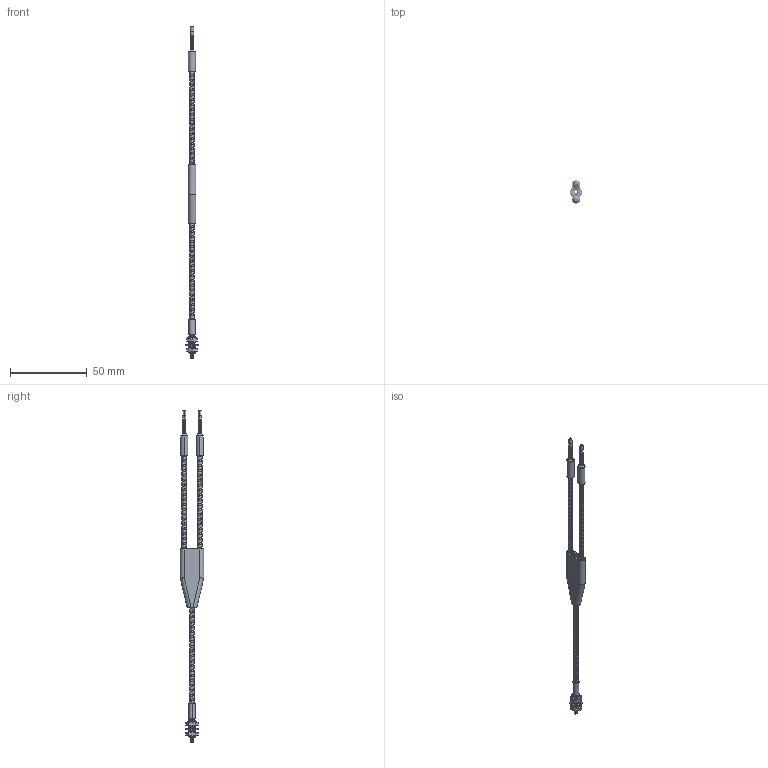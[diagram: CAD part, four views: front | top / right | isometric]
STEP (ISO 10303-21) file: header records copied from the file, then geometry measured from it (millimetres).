
FILE_DESCRIPTION((''),'2;1');
FILE_NAME('161866_ASM','2015-06-04T',('pdmadmin'),(''),'PRO/ENGINEER BY PARAMETRIC TECHNOLOGY CORPORATION, 2013230','PRO/ENGINEER BY PARAMETRIC TECHNOLOGY CORPORATION, 2013230','');
FILE_SCHEMA(('CONFIG_CONTROL_DESIGN'));
Length unit declared in the file: inch
Products named in the file (7): SHRINK_TUBE_3X-12_X_1-5; SS_TUBING_STW_-120; 110532; FTI_B151821; 40844; 40845; 161866_ASM
Assembly tree (10 placements, depth 2):
  161866_ASM
    SHRINK_TUBE_3X-12_X_1-5
    SS_TUBING_STW_-120  x3
    110532  x2
    FTI_B151821
    40844  x2
    40845
Bounding box: 8 x 15.24 x 216.11 mm (x, y, z)
Volume: 2493.3 mm3; surface area: 9318.9 mm2
Topology: 10 solids, 12 shells, 1208 faces, 2547 edges, 1361 vertices
Faces by surface type: torus 400, cone 276, bspline 235, cylinder 228, plane 69
Entity records: 36331 total; most frequent: CARTESIAN_POINT 22512, DIRECTION 3021, ORIENTED_EDGE 2766, EDGE_CURVE 1385, AXIS2_PLACEMENT_3D 1268, VERTEX_POINT 761, CIRCLE 700, EDGE_LOOP 650
